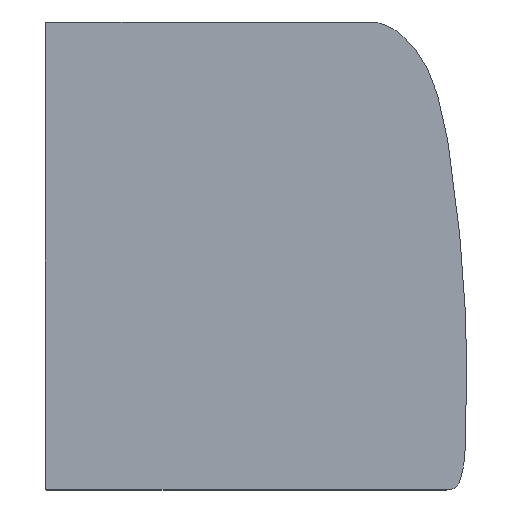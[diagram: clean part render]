
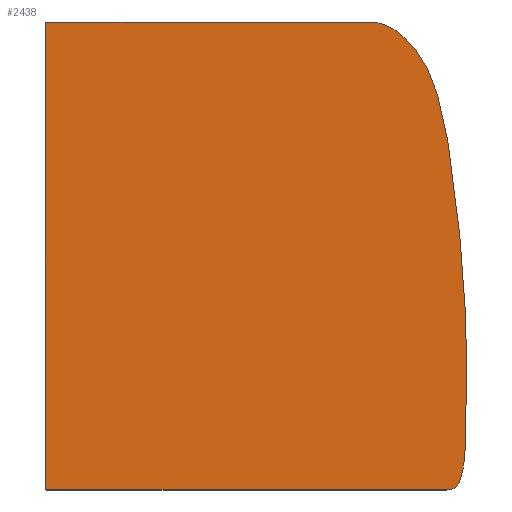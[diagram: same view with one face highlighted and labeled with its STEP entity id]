
A CAD part, top view. The second image highlights one B-rep face of the part: STEP entity #2438.
In plain terms, the highlighted planar face has unit normal (0, 0, 1).
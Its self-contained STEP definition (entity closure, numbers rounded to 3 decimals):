
#53 = AXIS2_PLACEMENT_3D ( 'NONE', #263, #347, #234 ) ;
#79 = CARTESIAN_POINT ( 'NONE',  ( 32., 70., 2. ) ) ;
#80 = AXIS2_PLACEMENT_3D ( 'NONE', #3493, #3367, #3538 ) ;
#114 = CARTESIAN_POINT ( 'NONE',  ( 56.518, -69.783, 2. ) ) ;
#121 = CARTESIAN_POINT ( 'NONE',  ( 57.025, -69.677, 2. ) ) ;
#151 = CARTESIAN_POINT ( 'NONE',  ( 56.665, -69.762, 2. ) ) ;
#158 = DIRECTION ( 'NONE',  ( 0.99, 0.142, 0. ) ) ;
#177 = CARTESIAN_POINT ( 'NONE',  ( 55., -70., 2. ) ) ;
#187 = CARTESIAN_POINT ( 'NONE',  ( -65., -69.5, 2. ) ) ;
#207 = DIRECTION ( 'NONE',  ( 0., -1., 0. ) ) ;
#234 = DIRECTION ( 'NONE',  ( -1., 0., 0. ) ) ;
#263 = CARTESIAN_POINT ( 'NONE',  ( -64.5, -69.5, 2. ) ) ;
#309 = ORIENTED_EDGE ( 'NONE', *, *, #3515, .T. ) ;
#347 = DIRECTION ( 'NONE',  ( 0., 0., 1. ) ) ;
#386 = CARTESIAN_POINT ( 'NONE',  ( -65., -69.5, 2. ) ) ;
#508 = CARTESIAN_POINT ( 'NONE',  ( 32., 70., 2. ) ) ;
#546 = CARTESIAN_POINT ( 'NONE',  ( 42.559, 65.368, 2. ) ) ;
#684 = FACE_OUTER_BOUND ( 'NONE', #2835, .T. ) ;
#692 = CARTESIAN_POINT ( 'NONE',  ( 53.357, 45.251, 2. ) ) ;
#704 = DIRECTION ( 'NONE',  ( -1., 0., 0. ) ) ;
#715 = DIRECTION ( 'NONE',  ( 0., 0., -1. ) ) ;
#732 = PLANE ( 'NONE',  #1007 ) ;
#740 = CARTESIAN_POINT ( 'NONE',  ( -64.5, -69.5, 2. ) ) ;
#801 = CARTESIAN_POINT ( 'NONE',  ( 60.768, -54.094, 2. ) ) ;
#814 = CARTESIAN_POINT ( 'NONE',  ( 56.518, -69.783, 2. ) ) ;
#855 = CARTESIAN_POINT ( 'NONE',  ( 49.048, 56.729, 2. ) ) ;
#859 = CARTESIAN_POINT ( 'NONE',  ( 40.38, 67.188, 2. ) ) ;
#944 = CARTESIAN_POINT ( 'NONE',  ( 37.913, 68.687, 2. ) ) ;
#948 = B_SPLINE_CURVE_WITH_KNOTS ( 'NONE', 3,
 ( #114, #151, #121, #1783, #1840, #1791, #1907, #1804, #1818, #1822, #3169, #3089, #2439, #3131, #2337, #3530, #3450, #1828, #801, #1901, #1891, #1897, #1872, #1845, #1858, #3511, #3522, #3669, #3574, #3590, #3188, #692, #3441, #855, #2398, #2369, #546, #859, #944, #964, #997, #3490, #508 ),
 .UNSPECIFIED., .F., .F.,
 ( 4, 1, 1, 1, 1, 1, 1, 1, 1, 1, 1, 1, 1, 1, 1, 1, 1, 1, 1, 1, 1, 1, 1, 1, 1, 1, 1, 1, 1, 1, 1, 1, 1, 1, 1, 1, 1, 1, 1, 1, 4 ),
 ( 0., 0.001, 0.002, 0.004, 0.006, 0.007, 0.009, 0.011, 0.015, 0.019, 0.023, 0.031, 0.039, 0.047, 0.054, 0.07, 0.086, 0.101, 0.117, 0.148, 0.179, 0.211, 0.242, 0.273, 0.336, 0.398, 0.461, 0.586, 0.648, 0.711, 0.773, 0.804, 0.836, 0.867, 0.882, 0.898, 0.914, 0.929, 0.945, 0.953, 0.961 ),
 .UNSPECIFIED. ) ;
#964 = CARTESIAN_POINT ( 'NONE',  ( 35.591, 69.556, 2. ) ) ;
#983 = ORIENTED_EDGE ( 'NONE', *, *, #3444, .T. ) ;
#997 = CARTESIAN_POINT ( 'NONE',  ( 33.587, 69.933, 2. ) ) ;
#1007 = AXIS2_PLACEMENT_3D ( 'NONE', #740, #715, #704 ) ;
#1318 = CARTESIAN_POINT ( 'NONE',  ( 55., -70., 2. ) ) ;
#1461 = VERTEX_POINT ( 'NONE', #1914 ) ;
#1527 = CARTESIAN_POINT ( 'NONE',  ( -64.5, 70., 2. ) ) ;
#1783 = CARTESIAN_POINT ( 'NONE',  ( 57.681, -69.366, 2. ) ) ;
#1791 = CARTESIAN_POINT ( 'NONE',  ( 58.499, -68.472, 2. ) ) ;
#1804 = CARTESIAN_POINT ( 'NONE',  ( 58.934, -67.656, 2. ) ) ;
#1818 = CARTESIAN_POINT ( 'NONE',  ( 59.148, -67.128, 2. ) ) ;
#1822 = CARTESIAN_POINT ( 'NONE',  ( 59.367, -66.459, 2. ) ) ;
#1828 = CARTESIAN_POINT ( 'NONE',  ( 60.698, -55.964, 2. ) ) ;
#1840 = CARTESIAN_POINT ( 'NONE',  ( 58.175, -68.9, 2. ) ) ;
#1845 = CARTESIAN_POINT ( 'NONE',  ( 61.137, -35.753, 2. ) ) ;
#1858 = CARTESIAN_POINT ( 'NONE',  ( 61.113, -29.902, 2. ) ) ;
#1872 = CARTESIAN_POINT ( 'NONE',  ( 61.112, -40.045, 2. ) ) ;
#1891 = CARTESIAN_POINT ( 'NONE',  ( 60.955, -48.284, 2. ) ) ;
#1897 = CARTESIAN_POINT ( 'NONE',  ( 61.049, -44.226, 2. ) ) ;
#1901 = CARTESIAN_POINT ( 'NONE',  ( 60.857, -51.553, 2. ) ) ;
#1907 = CARTESIAN_POINT ( 'NONE',  ( 58.745, -68.054, 2. ) ) ;
#1914 = CARTESIAN_POINT ( 'NONE',  ( -65., 69.5, 2. ) ) ;
#2232 = VERTEX_POINT ( 'NONE', #1527 ) ;
#2337 = CARTESIAN_POINT ( 'NONE',  ( 60.441, -60.729, 2. ) ) ;
#2369 = CARTESIAN_POINT ( 'NONE',  ( 44.476, 63.343, 2. ) ) ;
#2398 = CARTESIAN_POINT ( 'NONE',  ( 46.721, 60.511, 2. ) ) ;
#2409 = ORIENTED_EDGE ( 'NONE', *, *, #3647, .T. ) ;
#2438 = ADVANCED_FACE ( 'NONE', ( #684 ), #732, .F. ) ;
#2439 = CARTESIAN_POINT ( 'NONE',  ( 60.086, -63.247, 2. ) ) ;
#2496 = VERTEX_POINT ( 'NONE', #386 ) ;
#2650 = VERTEX_POINT ( 'NONE', #79 ) ;
#2669 = CARTESIAN_POINT ( 'NONE',  ( -64.5, -70., 2. ) ) ;
#2835 = EDGE_LOOP ( 'NONE', ( #3157, #2869, #309, #3425, #2409, #983, #3713 ) ) ;
#2869 = ORIENTED_EDGE ( 'NONE', *, *, #3665, .T. ) ;
#3029 = VERTEX_POINT ( 'NONE', #2669 ) ;
#3089 = CARTESIAN_POINT ( 'NONE',  ( 59.84, -64.528, 2. ) ) ;
#3131 = CARTESIAN_POINT ( 'NONE',  ( 60.298, -61.915, 2. ) ) ;
#3157 = ORIENTED_EDGE ( 'NONE', *, *, #3657, .T. ) ;
#3169 = CARTESIAN_POINT ( 'NONE',  ( 59.588, -65.634, 2. ) ) ;
#3188 = CARTESIAN_POINT ( 'NONE',  ( 55.129, 36.676, 2. ) ) ;
#3259 = VERTEX_POINT ( 'NONE', #814 ) ;
#3262 = CARTESIAN_POINT ( 'NONE',  ( -64.5, 70., 2. ) ) ;
#3292 = VECTOR ( 'NONE', #158, 1000. ) ;
#3298 = DIRECTION ( 'NONE',  ( 1., 0., 0. ) ) ;
#3336 = LINE ( 'NONE', #177, #3292 ) ;
#3340 = VECTOR ( 'NONE', #207, 1000. ) ;
#3341 = VERTEX_POINT ( 'NONE', #1318 ) ;
#3354 = DIRECTION ( 'NONE',  ( -1., 0., 0. ) ) ;
#3367 = DIRECTION ( 'NONE',  ( 0., 0., 1. ) ) ;
#3379 = CIRCLE ( 'NONE', #80, 0.5 ) ;
#3412 = LINE ( 'NONE', #187, #3340 ) ;
#3416 = CARTESIAN_POINT ( 'NONE',  ( -64.5, -70., 2. ) ) ;
#3425 = ORIENTED_EDGE ( 'NONE', *, *, #3618, .T. ) ;
#3441 = CARTESIAN_POINT ( 'NONE',  ( 51.187, 51.917, 2. ) ) ;
#3444 = EDGE_CURVE ( 'NONE', #2496, #3029, #3681, .T. ) ;
#3450 = CARTESIAN_POINT ( 'NONE',  ( 60.624, -57.778, 2. ) ) ;
#3490 = CARTESIAN_POINT ( 'NONE',  ( 32.525, 70., 2. ) ) ;
#3493 = CARTESIAN_POINT ( 'NONE',  ( -64.5, 69.5, 2. ) ) ;
#3494 = VECTOR ( 'NONE', #3354, 1000. ) ;
#3499 = EDGE_CURVE ( 'NONE', #3029, #3341, #3565, .T. ) ;
#3508 = VECTOR ( 'NONE', #3298, 1000. ) ;
#3511 = CARTESIAN_POINT ( 'NONE',  ( 60.961, -22.373, 2. ) ) ;
#3512 = LINE ( 'NONE', #3262, #3494 ) ;
#3515 = EDGE_CURVE ( 'NONE', #2650, #2232, #3512, .T. ) ;
#3522 = CARTESIAN_POINT ( 'NONE',  ( 60.517, -13.104, 2. ) ) ;
#3530 = CARTESIAN_POINT ( 'NONE',  ( 60.562, -59.305, 2. ) ) ;
#3538 = DIRECTION ( 'NONE',  ( -1., 0., 0. ) ) ;
#3565 = LINE ( 'NONE', #3416, #3508 ) ;
#3574 = CARTESIAN_POINT ( 'NONE',  ( 58.493, 12.782, 2. ) ) ;
#3590 = CARTESIAN_POINT ( 'NONE',  ( 56.785, 26.422, 2. ) ) ;
#3618 = EDGE_CURVE ( 'NONE', #2232, #1461, #3379, .T. ) ;
#3647 = EDGE_CURVE ( 'NONE', #1461, #2496, #3412, .T. ) ;
#3657 = EDGE_CURVE ( 'NONE', #3341, #3259, #3336, .T. ) ;
#3665 = EDGE_CURVE ( 'NONE', #3259, #2650, #948, .T. ) ;
#3669 = CARTESIAN_POINT ( 'NONE',  ( 59.608, -0.544, 2. ) ) ;
#3681 = CIRCLE ( 'NONE', #53, 0.5 ) ;
#3713 = ORIENTED_EDGE ( 'NONE', *, *, #3499, .T. ) ;
